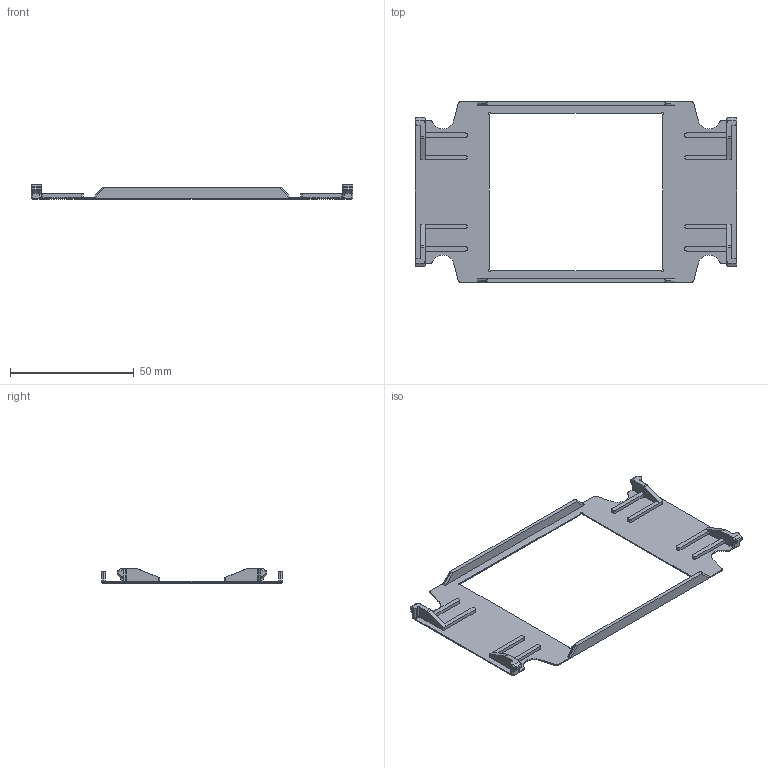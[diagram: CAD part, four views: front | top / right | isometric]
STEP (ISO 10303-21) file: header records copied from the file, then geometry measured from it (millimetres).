
FILE_DESCRIPTION (( 'STEP AP203' ), '1' );
FILE_NAME ('25c-p015 6x7 mask.step', '2025-07-23T02:42:41', ( '' ), ( '' ), 'SwSTEP 2.0', 'SolidWorks 2024', '' );
FILE_SCHEMA (( 'CONFIG_CONTROL_DESIGN' ));
Length unit declared in the file: millimetre
Products named in the file (1): 25c-p015 6x7 mask
Bounding box: 130 x 73 x 5.8 mm (x, y, z)
Volume: 5335 mm3; surface area: 11529.2 mm2
Topology: 1 solids, 1 shells, 272 faces, 720 edges, 434 vertices
Faces by surface type: cylinder 120, plane 106, cone 30, sphere 16
Entity records: 8287 total; most frequent: CARTESIAN_POINT 1519, DIRECTION 1440, ORIENTED_EDGE 1408, EDGE_CURVE 704, AXIS2_PLACEMENT_3D 499, VECTOR 442, LINE 442, VERTEX_POINT 434
